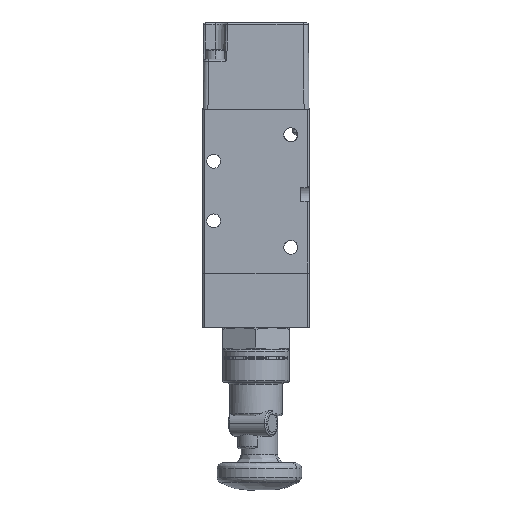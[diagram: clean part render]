
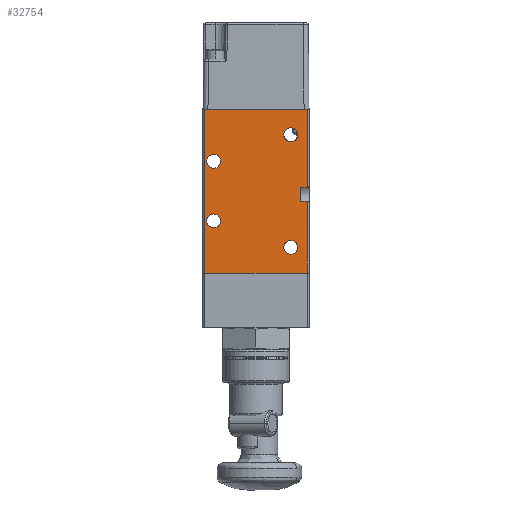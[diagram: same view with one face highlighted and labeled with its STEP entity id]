
A CAD part, left-side view. The second image highlights one B-rep face of the part: STEP entity #32754.
In plain terms, the highlighted planar face has unit normal (-1, 0, 0).
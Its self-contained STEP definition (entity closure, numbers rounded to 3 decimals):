
#529 = ORIENTED_EDGE ( 'NONE', *, *, #12973, .F. ) ;
#1041 = EDGE_CURVE ( 'NONE', #6536, #48338, #32501, .T. ) ;
#1790 = LINE ( 'NONE', #35586, #34670 ) ;
#1875 = VECTOR ( 'NONE', #15992, 1000. ) ;
#2251 = EDGE_CURVE ( 'NONE', #48338, #6536, #9146, .T. ) ;
#2729 = ORIENTED_EDGE ( 'NONE', *, *, #31717, .F. ) ;
#2879 = VERTEX_POINT ( 'NONE', #16229 ) ;
#3389 = CARTESIAN_POINT ( 'NONE',  ( 85.649, 86.116, 38.03 ) ) ;
#3552 = EDGE_CURVE ( 'NONE', #28118, #37764, #53867, .T. ) ;
#5127 = ORIENTED_EDGE ( 'NONE', *, *, #2251, .F. ) ;
#5583 = ORIENTED_EDGE ( 'NONE', *, *, #40681, .F. ) ;
#6474 = ORIENTED_EDGE ( 'NONE', *, *, #45668, .F. ) ;
#6536 = VERTEX_POINT ( 'NONE', #42228 ) ;
#6539 = CARTESIAN_POINT ( 'NONE',  ( 85.649, 109.416, 66.13 ) ) ;
#7300 = VERTEX_POINT ( 'NONE', #47815 ) ;
#8495 = DIRECTION ( 'NONE',  ( 0., 0., -1. ) ) ;
#9146 = CIRCLE ( 'NONE', #16263, 2.1 ) ;
#9222 = ORIENTED_EDGE ( 'NONE', *, *, #51490, .F. ) ;
#9816 = CIRCLE ( 'NONE', #51073, 2.1 ) ;
#10518 = DIRECTION ( 'NONE',  ( 0., -1., 0. ) ) ;
#10560 = ORIENTED_EDGE ( 'NONE', *, *, #3552, .F. ) ;
#11260 = CARTESIAN_POINT ( 'NONE',  ( 85.649, 109.416, 64.03 ) ) ;
#11580 = AXIS2_PLACEMENT_3D ( 'NONE', #56428, #16473, #11993 ) ;
#11669 = CIRCLE ( 'NONE', #32202, 2.1 ) ;
#11773 = ORIENTED_EDGE ( 'NONE', *, *, #24108, .F. ) ;
#11993 = DIRECTION ( 'NONE',  ( 0., 0., -1. ) ) ;
#12057 = LINE ( 'NONE', #51643, #35129 ) ;
#12189 = PLANE ( 'NONE',  #11580 ) ;
#12205 = CARTESIAN_POINT ( 'NONE',  ( 85.649, 86.116, 72.03 ) ) ;
#12443 = VERTEX_POINT ( 'NONE', #20143 ) ;
#12794 = CARTESIAN_POINT ( 'NONE',  ( 85.649, 83.216, 56.07 ) ) ;
#12973 = EDGE_CURVE ( 'NONE', #42775, #2879, #42251, .T. ) ;
#13286 = VECTOR ( 'NONE', #49431, 1000. ) ;
#13770 = DIRECTION ( 'NONE',  ( 0., 0., 1. ) ) ;
#13933 = DIRECTION ( 'NONE',  ( -1., 0., 0. ) ) ;
#14654 = AXIS2_PLACEMENT_3D ( 'NONE', #3389, #26615, #26802 ) ;
#15015 = VERTEX_POINT ( 'NONE', #34279 ) ;
#15165 = CARTESIAN_POINT ( 'NONE',  ( 85.649, 86.116, 69.93 ) ) ;
#15745 = DIRECTION ( 'NONE',  ( 0., 0., 1. ) ) ;
#15992 = DIRECTION ( 'NONE',  ( 0., 1., 0. ) ) ;
#16229 = CARTESIAN_POINT ( 'NONE',  ( 85.649, 81.116, 79.78 ) ) ;
#16263 = AXIS2_PLACEMENT_3D ( 'NONE', #48989, #13933, #19777 ) ;
#16365 = DIRECTION ( 'NONE',  ( 0., 0., -1. ) ) ;
#16473 = DIRECTION ( 'NONE',  ( 1., 0., 0. ) ) ;
#17689 = VERTEX_POINT ( 'NONE', #20352 ) ;
#18432 = FACE_BOUND ( 'NONE', #30483, .T. ) ;
#19153 = DIRECTION ( 'NONE',  ( -1., 0., 0. ) ) ;
#19777 = DIRECTION ( 'NONE',  ( 0., 0., -1. ) ) ;
#19784 = DIRECTION ( 'NONE',  ( -1., 0., 0. ) ) ;
#19933 = CARTESIAN_POINT ( 'NONE',  ( 85.649, 112.616, 56.07 ) ) ;
#19996 = EDGE_CURVE ( 'NONE', #2879, #53638, #46174, .T. ) ;
#20143 = CARTESIAN_POINT ( 'NONE',  ( 85.649, 86.116, 74.13 ) ) ;
#20352 = CARTESIAN_POINT ( 'NONE',  ( 85.649, 86.116, 35.93 ) ) ;
#21009 = DIRECTION ( 'NONE',  ( -1., 0., 0. ) ) ;
#21890 = CARTESIAN_POINT ( 'NONE',  ( 85.649, 81.116, 51.99 ) ) ;
#22038 = CARTESIAN_POINT ( 'NONE',  ( 85.649, 81.116, 79.78 ) ) ;
#22181 = CIRCLE ( 'NONE', #14654, 2.1 ) ;
#22567 = FACE_BOUND ( 'NONE', #30409, .T. ) ;
#24108 = EDGE_CURVE ( 'NONE', #50913, #12443, #31073, .T. ) ;
#25106 = VECTOR ( 'NONE', #53353, 1000. ) ;
#25521 = CARTESIAN_POINT ( 'NONE',  ( 85.649, 86.116, 38.03 ) ) ;
#25741 = VERTEX_POINT ( 'NONE', #29188 ) ;
#26203 = VECTOR ( 'NONE', #49960, 1000. ) ;
#26615 = DIRECTION ( 'NONE',  ( -1., 0., 0. ) ) ;
#26802 = DIRECTION ( 'NONE',  ( 0., 0., -1. ) ) ;
#26944 = AXIS2_PLACEMENT_3D ( 'NONE', #46609, #19784, #50719 ) ;
#27598 = CARTESIAN_POINT ( 'NONE',  ( 85.649, 112.116, 79.78 ) ) ;
#27764 = ORIENTED_EDGE ( 'NONE', *, *, #1041, .F. ) ;
#27945 = ORIENTED_EDGE ( 'NONE', *, *, #35452, .F. ) ;
#28118 = VERTEX_POINT ( 'NONE', #21890 ) ;
#29188 = CARTESIAN_POINT ( 'NONE',  ( 85.649, 83.216, 51.99 ) ) ;
#29470 = DIRECTION ( 'NONE',  ( 0., 1., 0. ) ) ;
#29497 = ORIENTED_EDGE ( 'NONE', *, *, #48247, .F. ) ;
#29558 = FACE_OUTER_BOUND ( 'NONE', #34492, .T. ) ;
#30409 = EDGE_LOOP ( 'NONE', ( #36994, #5583 ) ) ;
#30483 = EDGE_LOOP ( 'NONE', ( #5127, #27764 ) ) ;
#31073 = CIRCLE ( 'NONE', #34451, 2.1 ) ;
#31717 = EDGE_CURVE ( 'NONE', #25741, #28118, #1790, .T. ) ;
#32202 = AXIS2_PLACEMENT_3D ( 'NONE', #12205, #21009, #8495 ) ;
#32255 = CARTESIAN_POINT ( 'NONE',  ( 85.649, 86.116, 72.03 ) ) ;
#32501 = CIRCLE ( 'NONE', #26944, 2.1 ) ;
#32754 = ADVANCED_FACE ( 'NONE', ( #29558, #52749, #18432, #40848, #22567 ), #12189, .F. ) ;
#34279 = CARTESIAN_POINT ( 'NONE',  ( 85.649, 112.116, 30.28 ) ) ;
#34451 = AXIS2_PLACEMENT_3D ( 'NONE', #32255, #19153, #45800 ) ;
#34492 = EDGE_LOOP ( 'NONE', ( #36095, #42068, #529, #43204, #27945, #10560, #2729, #9222 ) ) ;
#34656 = LINE ( 'NONE', #40575, #57808 ) ;
#34670 = VECTOR ( 'NONE', #44796, 1000. ) ;
#35084 = CARTESIAN_POINT ( 'NONE',  ( 85.649, 86.116, 40.13 ) ) ;
#35129 = VECTOR ( 'NONE', #29470, 1000. ) ;
#35452 = EDGE_CURVE ( 'NONE', #37764, #15015, #12057, .T. ) ;
#35586 = CARTESIAN_POINT ( 'NONE',  ( 85.649, 112.616, 51.99 ) ) ;
#36028 = EDGE_CURVE ( 'NONE', #17689, #45647, #9816, .T. ) ;
#36095 = ORIENTED_EDGE ( 'NONE', *, *, #38172, .F. ) ;
#36101 = CARTESIAN_POINT ( 'NONE',  ( 85.649, 81.116, 79.78 ) ) ;
#36168 = DIRECTION ( 'NONE',  ( -1., 0., 0. ) ) ;
#36994 = ORIENTED_EDGE ( 'NONE', *, *, #36028, .F. ) ;
#37561 = CIRCLE ( 'NONE', #53292, 2.1 ) ;
#37649 = VERTEX_POINT ( 'NONE', #6539 ) ;
#37764 = VERTEX_POINT ( 'NONE', #43665 ) ;
#38172 = EDGE_CURVE ( 'NONE', #53638, #51232, #41028, .T. ) ;
#39053 = DIRECTION ( 'NONE',  ( -1., 0., 0. ) ) ;
#39205 = CARTESIAN_POINT ( 'NONE',  ( 85.649, 109.416, 43.93 ) ) ;
#40575 = CARTESIAN_POINT ( 'NONE',  ( 85.649, 112.116, 79.78 ) ) ;
#40681 = EDGE_CURVE ( 'NONE', #45647, #17689, #22181, .T. ) ;
#40848 = FACE_BOUND ( 'NONE', #41680, .T. ) ;
#40849 = VECTOR ( 'NONE', #10518, 1000. ) ;
#41028 = LINE ( 'NONE', #19933, #1875 ) ;
#41386 = CARTESIAN_POINT ( 'NONE',  ( 85.649, 81.116, 56.07 ) ) ;
#41416 = EDGE_CURVE ( 'NONE', #7300, #37649, #37561, .T. ) ;
#41680 = EDGE_LOOP ( 'NONE', ( #11773, #6474 ) ) ;
#42068 = ORIENTED_EDGE ( 'NONE', *, *, #19996, .F. ) ;
#42228 = CARTESIAN_POINT ( 'NONE',  ( 85.649, 109.416, 48.13 ) ) ;
#42251 = LINE ( 'NONE', #50816, #40849 ) ;
#42361 = LINE ( 'NONE', #45470, #26203 ) ;
#42553 = DIRECTION ( 'NONE',  ( -1., 0., 0. ) ) ;
#42775 = VERTEX_POINT ( 'NONE', #27598 ) ;
#43204 = ORIENTED_EDGE ( 'NONE', *, *, #57336, .F. ) ;
#43665 = CARTESIAN_POINT ( 'NONE',  ( 85.649, 81.116, 30.28 ) ) ;
#44795 = CARTESIAN_POINT ( 'NONE',  ( 85.649, 109.416, 64.03 ) ) ;
#44796 = DIRECTION ( 'NONE',  ( 0., -1., 0. ) ) ;
#45470 = CARTESIAN_POINT ( 'NONE',  ( 85.649, 83.216, 79.78 ) ) ;
#45647 = VERTEX_POINT ( 'NONE', #35084 ) ;
#45668 = EDGE_CURVE ( 'NONE', #12443, #50913, #11669, .T. ) ;
#45800 = DIRECTION ( 'NONE',  ( 0., 0., -1. ) ) ;
#46174 = LINE ( 'NONE', #22038, #25106 ) ;
#46609 = CARTESIAN_POINT ( 'NONE',  ( 85.649, 109.416, 46.03 ) ) ;
#47815 = CARTESIAN_POINT ( 'NONE',  ( 85.649, 109.416, 61.93 ) ) ;
#48247 = EDGE_CURVE ( 'NONE', #37649, #7300, #51287, .T. ) ;
#48338 = VERTEX_POINT ( 'NONE', #39205 ) ;
#48691 = ORIENTED_EDGE ( 'NONE', *, *, #41416, .F. ) ;
#48989 = CARTESIAN_POINT ( 'NONE',  ( 85.649, 109.416, 46.03 ) ) ;
#49431 = DIRECTION ( 'NONE',  ( 0., 0., -1. ) ) ;
#49960 = DIRECTION ( 'NONE',  ( 0., 0., -1. ) ) ;
#50719 = DIRECTION ( 'NONE',  ( 0., 0., -1. ) ) ;
#50816 = CARTESIAN_POINT ( 'NONE',  ( 85.649, 112.616, 79.78 ) ) ;
#50913 = VERTEX_POINT ( 'NONE', #15165 ) ;
#51073 = AXIS2_PLACEMENT_3D ( 'NONE', #25521, #39053, #16365 ) ;
#51232 = VERTEX_POINT ( 'NONE', #12794 ) ;
#51287 = CIRCLE ( 'NONE', #53363, 2.1 ) ;
#51490 = EDGE_CURVE ( 'NONE', #51232, #25741, #42361, .T. ) ;
#51643 = CARTESIAN_POINT ( 'NONE',  ( 85.649, 112.616, 30.28 ) ) ;
#52749 = FACE_BOUND ( 'NONE', #56569, .T. ) ;
#53292 = AXIS2_PLACEMENT_3D ( 'NONE', #44795, #36168, #58107 ) ;
#53353 = DIRECTION ( 'NONE',  ( 0., 0., -1. ) ) ;
#53363 = AXIS2_PLACEMENT_3D ( 'NONE', #11260, #42553, #15745 ) ;
#53638 = VERTEX_POINT ( 'NONE', #41386 ) ;
#53867 = LINE ( 'NONE', #36101, #13286 ) ;
#56428 = CARTESIAN_POINT ( 'NONE',  ( 85.649, 112.616, 79.78 ) ) ;
#56569 = EDGE_LOOP ( 'NONE', ( #29497, #48691 ) ) ;
#57336 = EDGE_CURVE ( 'NONE', #15015, #42775, #34656, .T. ) ;
#57808 = VECTOR ( 'NONE', #13770, 1000. ) ;
#58107 = DIRECTION ( 'NONE',  ( 0., 0., 1. ) ) ;
